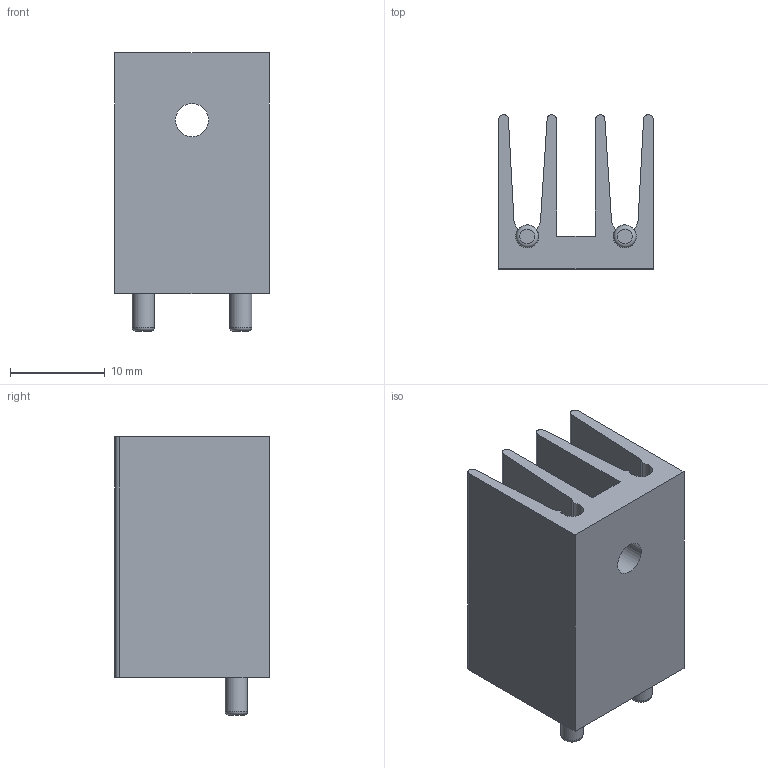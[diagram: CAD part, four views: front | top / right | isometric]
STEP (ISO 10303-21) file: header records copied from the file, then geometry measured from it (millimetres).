
FILE_DESCRIPTION(('FreeCAD Model'),'2;1');
FILE_NAME('Open CASCADE Shape Model','2024-04-19T08:31:13',( 'kicad StepUp'),('ksu MCAD'),'Open CASCADE STEP processor 7.6', 'FreeCAD','Unknown');
FILE_SCHEMA(('AUTOMOTIVE_DESIGN { 1 0 10303 214 1 1 1 1 }'));
Length unit declared in the file: millimetre
Products named in the file (1): Compound
Bounding box: 16.26 x 16.26 x 29.36 mm (x, y, z)
Volume: 3161.5 mm3; surface area: 4033.5 mm2
Topology: 3 solids, 3 shells, 49 faces, 101 edges, 66 vertices
Faces by surface type: plane 28, cylinder 17, torus 4
Full cylindrical faces by diameter (mm): 2.36 x6, 2.46 x4, 3.5 x1
Entity records: 1690 total; most frequent: DIRECTION 243, CARTESIAN_POINT 217, ORIENTED_EDGE 202, EDGE_CURVE 101, AXIS2_PLACEMENT_3D 92, VERTEX_POINT 66, FACE_BOUND 59, EDGE_LOOP 59
